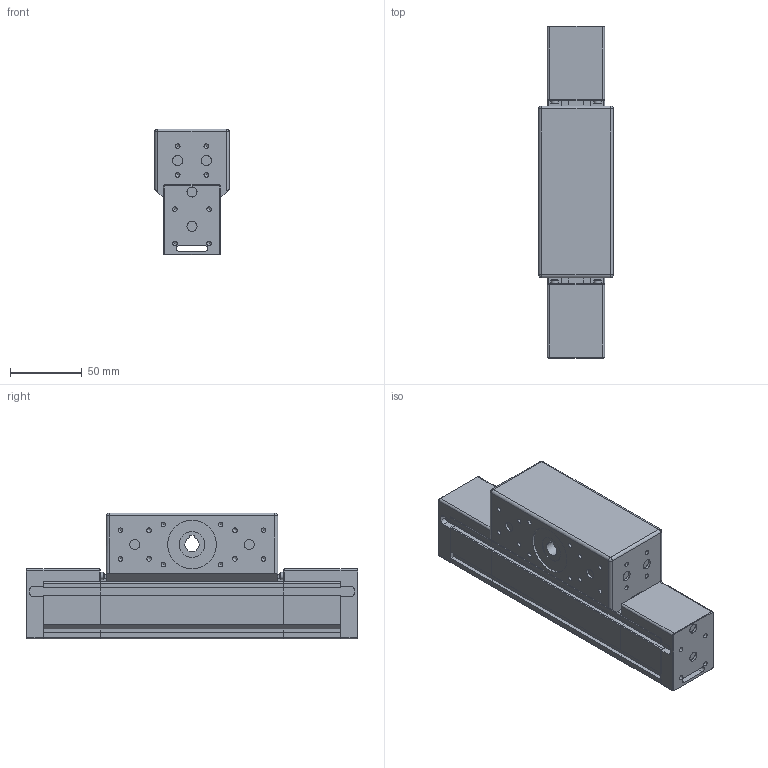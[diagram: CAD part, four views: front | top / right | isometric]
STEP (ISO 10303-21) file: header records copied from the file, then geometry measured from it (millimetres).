
FILE_DESCRIPTION((''),'2;1');
FILE_NAME('MTJZ 40 TIP 0 ASM.stp','2011-05-23T10:53:56',('Matej'),(''),'Autodesk Inventor 2011','Autodesk Inventor 2011','');
FILE_SCHEMA(('AUTOMOTIVE_DESIGN { 1 0 10303 214 1 1 1 1 }'));
Length unit declared in the file: millimetre
Products named in the file (5): MTJZ 40 TIP 0 ASM; MTJZ 40 TIP 0; PROFIL MTJZ 40; KONČNIK MTJZ 40; BLOK MTJZ 40 TIP 0
Assembly tree (5 placements, depth 3):
  MTJZ 40 TIP 0 ASM
    MTJZ 40 TIP 0
      PROFIL MTJZ 40
      KONČNIK MTJZ 40  x2
      BLOK MTJZ 40 TIP 0
Bounding box: 52 x 232 x 88 mm (x, y, z)
Volume: 641034.3 mm3; surface area: 113395.3 mm2
Topology: 4 solids, 4 shells, 386 faces, 975 edges, 613 vertices
Faces by surface type: plane 209, cylinder 109, cone 64, sphere 4
Full cylindrical faces by diameter (mm): 3.242 x40, 5 x4, 7 x12, 10 x6, 18 x2, 34 x2
Entity records: 7700 total; most frequent: DIRECTION 1317, CARTESIAN_POINT 1248, ORIENTED_EDGE 1122, EDGE_CURVE 561, AXIS2_PLACEMENT_3D 469, VERTEX_POINT 400, EDGE_LOOP 399, VECTOR 379
